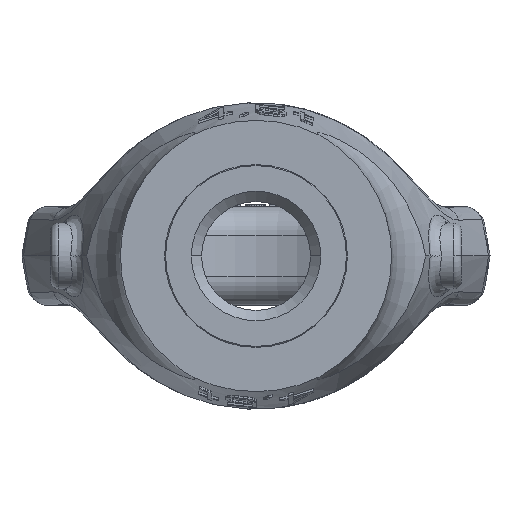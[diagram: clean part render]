
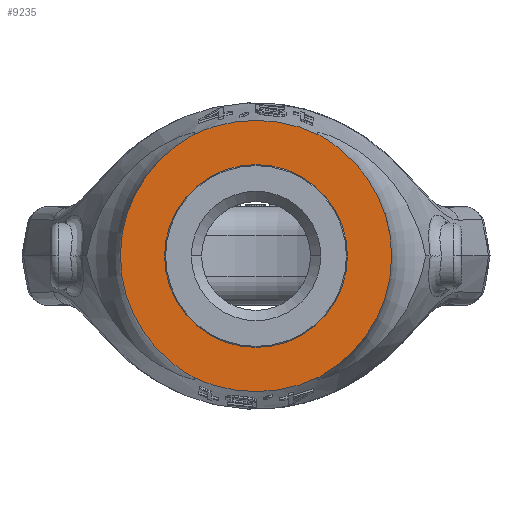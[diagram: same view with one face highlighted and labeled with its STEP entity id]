
A CAD part, front view. The second image highlights one B-rep face of the part: STEP entity #9235.
In plain terms, the highlighted planar face has unit normal (0, -1, 0).
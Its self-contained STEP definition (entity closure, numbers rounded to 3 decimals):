
#1981=CARTESIAN_POINT('',(15.317,0.,-29.461));
#1982=CARTESIAN_POINT('',(16.35,0.,-28.897));
#1983=CARTESIAN_POINT('',(18.342,0.,-27.674));
#1984=CARTESIAN_POINT('',(21.123,0.,-25.551));
#1985=CARTESIAN_POINT('',(23.659,0.,-23.172));
#1986=CARTESIAN_POINT('',(25.929,0.,-20.561));
#1987=CARTESIAN_POINT('',(27.911,0.,-17.747));
#1988=CARTESIAN_POINT('',(29.589,0.,-14.759));
#1989=CARTESIAN_POINT('',(30.948,0.,-11.629));
#1990=CARTESIAN_POINT('',(31.977,0.,-8.387));
#1991=CARTESIAN_POINT('',(32.668,0.,-5.064));
#1992=CARTESIAN_POINT('',(33.014,0.,-1.693));
#1993=CARTESIAN_POINT('',(33.014,0.,1.693));
#1994=CARTESIAN_POINT('',(32.668,0.,5.064));
#1995=CARTESIAN_POINT('',(31.977,0.,8.387));
#1996=CARTESIAN_POINT('',(30.948,0.,11.629));
#1997=CARTESIAN_POINT('',(29.589,0.,14.759));
#1998=CARTESIAN_POINT('',(27.911,0.,17.747));
#1999=CARTESIAN_POINT('',(25.929,0.,20.561));
#2000=CARTESIAN_POINT('',(23.659,0.,23.172));
#2001=CARTESIAN_POINT('',(21.123,0.,25.551));
#2002=CARTESIAN_POINT('',(18.342,0.,27.674));
#2003=CARTESIAN_POINT('',(16.35,0.,28.897));
#2004=CARTESIAN_POINT('',(15.317,0.,29.461));
#2006=CARTESIAN_POINT('',(15.317,0.,-29.461));
#2007=CARTESIAN_POINT('',(14.562,0.,-29.831));
#2008=CARTESIAN_POINT('',(11.769,0.,-31.075));
#2009=CARTESIAN_POINT('',(6.676,0.,-32.575));
#2010=CARTESIAN_POINT('',(0.,0.,-33.213));
#2011=CARTESIAN_POINT('',(-6.676,0.,-32.575));
#2012=CARTESIAN_POINT('',(-11.769,0.,-31.075));
#2013=CARTESIAN_POINT('',(-14.562,0.,-29.831));
#2014=CARTESIAN_POINT('',(-15.317,0.,-29.461));
#2016=CARTESIAN_POINT('',(15.317,0.,29.461));
#2017=CARTESIAN_POINT('',(14.562,0.,29.831));
#2018=CARTESIAN_POINT('',(11.769,0.,31.075));
#2019=CARTESIAN_POINT('',(6.676,0.,32.575));
#2020=CARTESIAN_POINT('',(0.,0.,33.213));
#2021=CARTESIAN_POINT('',(-6.676,0.,32.575));
#2022=CARTESIAN_POINT('',(-11.769,0.,31.075));
#2023=CARTESIAN_POINT('',(-14.562,0.,29.831));
#2024=CARTESIAN_POINT('',(-15.317,0.,29.461));
#2026=CARTESIAN_POINT('',(0.,0.,0.));
#2027=DIRECTION('',(0.,-1.,0.));
#2028=DIRECTION('',(1.,0.,0.));
#2029=AXIS2_PLACEMENT_3D('',#2026,#2027,#2028);
#2031=CARTESIAN_POINT('',(0.,0.,0.));
#2032=DIRECTION('',(0.,-1.,0.));
#2033=DIRECTION('',(-1.,0.,0.));
#2034=AXIS2_PLACEMENT_3D('',#2031,#2032,#2033);
#2036=CARTESIAN_POINT('',(-15.317,0.,29.461));
#2037=CARTESIAN_POINT('',(-16.35,0.,28.897));
#2038=CARTESIAN_POINT('',(-18.342,0.,27.674));
#2039=CARTESIAN_POINT('',(-21.123,0.,25.551));
#2040=CARTESIAN_POINT('',(-23.659,0.,23.172));
#2041=CARTESIAN_POINT('',(-25.929,0.,20.56));
#2042=CARTESIAN_POINT('',(-27.912,0.,17.746));
#2043=CARTESIAN_POINT('',(-29.589,0.,14.759));
#2044=CARTESIAN_POINT('',(-30.948,0.,11.629));
#2045=CARTESIAN_POINT('',(-31.977,0.,8.386));
#2046=CARTESIAN_POINT('',(-32.668,0.,5.064));
#2047=CARTESIAN_POINT('',(-33.014,0.,1.693));
#2048=CARTESIAN_POINT('',(-33.014,0.,-1.693));
#2049=CARTESIAN_POINT('',(-32.668,0.,-5.064));
#2050=CARTESIAN_POINT('',(-31.977,0.,-8.386));
#2051=CARTESIAN_POINT('',(-30.948,0.,-11.629));
#2052=CARTESIAN_POINT('',(-29.589,0.,-14.759));
#2053=CARTESIAN_POINT('',(-27.912,0.,-17.746));
#2054=CARTESIAN_POINT('',(-25.929,0.,-20.56));
#2055=CARTESIAN_POINT('',(-23.659,0.,-23.172));
#2056=CARTESIAN_POINT('',(-21.123,0.,-25.551));
#2057=CARTESIAN_POINT('',(-18.342,0.,-27.674));
#2058=CARTESIAN_POINT('',(-16.35,0.,-28.897));
#2059=CARTESIAN_POINT('',(-15.317,0.,-29.461));
#6299=CARTESIAN_POINT('',(22.25,0.,0.));
#6300=CARTESIAN_POINT('',(-22.25,0.,0.));
#6301=VERTEX_POINT('',#6299);
#6302=VERTEX_POINT('',#6300);
#7024=VERTEX_POINT('',#2016);
#7025=VERTEX_POINT('',#2024);
#7034=VERTEX_POINT('',#2006);
#7035=VERTEX_POINT('',#2014);
#9217=CARTESIAN_POINT('',(-34.304,0.,0.));
#9218=DIRECTION('',(0.,-1.,0.));
#9219=DIRECTION('',(1.,0.,0.));
#9220=AXIS2_PLACEMENT_3D('',#9217,#9218,#9219);
#9221=PLANE('',#9220);
#9222=ORIENTED_EDGE('',*,*,#9210,.F.);
#9223=ORIENTED_EDGE('',*,*,#7545,.T.);
#9225=ORIENTED_EDGE('',*,*,#9224,.F.);
#9226=ORIENTED_EDGE('',*,*,#7949,.F.);
#9227=EDGE_LOOP('',(#9222,#9223,#9225,#9226));
#9228=FACE_OUTER_BOUND('',#9227,.F.);
#9230=ORIENTED_EDGE('',*,*,#9229,.T.);
#9232=ORIENTED_EDGE('',*,*,#9231,.T.);
#9233=EDGE_LOOP('',(#9230,#9232));
#9234=FACE_BOUND('',#9233,.F.);
#9235=ADVANCED_FACE('',(#9228,#9234),#9221,.T.);
#2005=B_SPLINE_CURVE_WITH_KNOTS('',3,(#1981,#1982,#1983,#1984,#1985,#1986,#1987,
#1988,#1989,#1990,#1991,#1992,#1993,#1994,#1995,#1996,#1997,#1998,#1999,#2000,
#2001,#2002,#2003,#2004),.UNSPECIFIED.,.F.,.F.,(4,1,1,1,1,1,1,1,1,1,1,1,1,1,1,1,
1,1,1,1,1,4),(0.,0.048,0.095,0.143,
0.19,0.238,0.286,0.333,
0.381,0.429,0.476,0.524,
0.571,0.619,0.667,0.714,
0.762,0.81,0.857,0.905,
0.952,1.),.UNSPECIFIED.);
#2015=B_SPLINE_CURVE_WITH_KNOTS('',3,(#2006,#2007,#2008,#2009,#2010,#2011,#2012,
#2013,#2014),.UNSPECIFIED.,.F.,.F.,(4,1,1,1,1,1,4),(0.,0.08,
0.29,0.5,0.71,0.92,1.),
.UNSPECIFIED.);
#2025=B_SPLINE_CURVE_WITH_KNOTS('',3,(#2016,#2017,#2018,#2019,#2020,#2021,#2022,
#2023,#2024),.UNSPECIFIED.,.F.,.F.,(4,1,1,1,1,1,4),(0.,0.08,
0.29,0.5,0.71,0.92,1.),
.UNSPECIFIED.);
#2030=CIRCLE('',#2029,22.25);
#2035=CIRCLE('',#2034,22.25);
#2060=B_SPLINE_CURVE_WITH_KNOTS('',3,(#2036,#2037,#2038,#2039,#2040,#2041,#2042,
#2043,#2044,#2045,#2046,#2047,#2048,#2049,#2050,#2051,#2052,#2053,#2054,#2055,
#2056,#2057,#2058,#2059),.UNSPECIFIED.,.F.,.F.,(4,1,1,1,1,1,1,1,1,1,1,1,1,1,1,1,
1,1,1,1,1,4),(0.,0.048,0.095,0.143,
0.19,0.238,0.286,0.333,
0.381,0.429,0.476,0.524,
0.571,0.619,0.667,0.714,
0.762,0.81,0.857,0.905,
0.952,1.),.UNSPECIFIED.);
#7545=EDGE_CURVE('',#7034,#7035,#2015,.T.);
#7949=EDGE_CURVE('',#7024,#7025,#2025,.T.);
#9210=EDGE_CURVE('',#7034,#7024,#2005,.T.);
#9224=EDGE_CURVE('',#7025,#7035,#2060,.T.);
#9229=EDGE_CURVE('',#6301,#6302,#2030,.T.);
#9231=EDGE_CURVE('',#6302,#6301,#2035,.T.);
